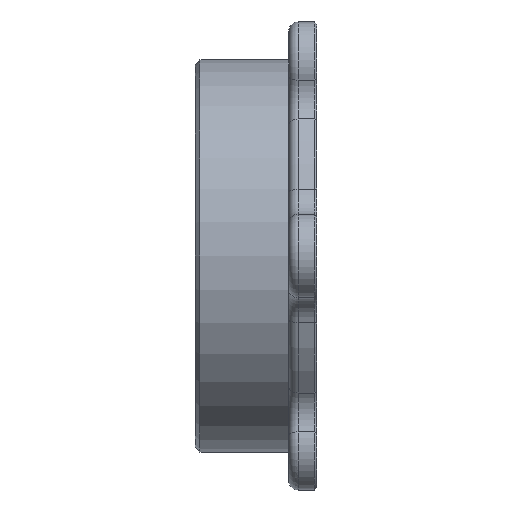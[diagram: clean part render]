
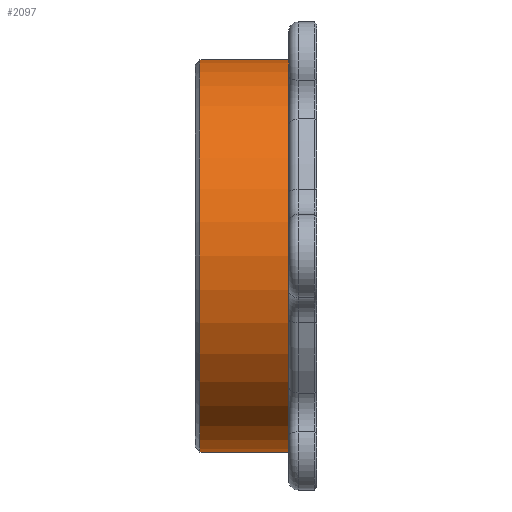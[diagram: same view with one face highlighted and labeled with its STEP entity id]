
A CAD part, left-side view. The second image highlights one B-rep face of the part: STEP entity #2097.
In plain terms, the highlighted cylindrical face has radius 42 mm (diameter 84 mm), a partial arc.
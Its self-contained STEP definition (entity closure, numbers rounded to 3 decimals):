
#65 = CARTESIAN_POINT ( 'NONE',  ( 0., 26., 0. ) ) ;
#88 = AXIS2_PLACEMENT_3D ( 'NONE', #2220, #3618, #771 ) ;
#140 = CARTESIAN_POINT ( 'NONE',  ( 0., 25., -42. ) ) ;
#223 = EDGE_LOOP ( 'NONE', ( #2926, #1578, #858, #1035 ) ) ;
#314 = DIRECTION ( 'NONE',  ( 0., -1., 0. ) ) ;
#372 = LINE ( 'NONE', #1233, #1641 ) ;
#446 = DIRECTION ( 'NONE',  ( 0., -1., 0. ) ) ;
#598 = DIRECTION ( 'NONE',  ( 0., -1., 0. ) ) ;
#601 = EDGE_CURVE ( 'NONE', #2745, #1223, #372, .T. ) ;
#718 = EDGE_CURVE ( 'NONE', #1166, #1399, #1057, .T. ) ;
#771 = DIRECTION ( 'NONE',  ( 0., 0., 1. ) ) ;
#784 = EDGE_CURVE ( 'NONE', #1399, #1223, #3109, .T. ) ;
#858 = ORIENTED_EDGE ( 'NONE', *, *, #718, .T. ) ;
#876 = AXIS2_PLACEMENT_3D ( 'NONE', #1170, #2333, #3239 ) ;
#997 = CARTESIAN_POINT ( 'NONE',  ( 0., 25., 42. ) ) ;
#1035 = ORIENTED_EDGE ( 'NONE', *, *, #784, .T. ) ;
#1056 = CIRCLE ( 'NONE', #876, 42. ) ;
#1057 = LINE ( 'NONE', #1576, #3050 ) ;
#1088 = EDGE_CURVE ( 'NONE', #2745, #1166, #1056, .T. ) ;
#1166 = VERTEX_POINT ( 'NONE', #140 ) ;
#1170 = CARTESIAN_POINT ( 'NONE',  ( 0., 25., 0. ) ) ;
#1189 = AXIS2_PLACEMENT_3D ( 'NONE', #65, #314, #3546 ) ;
#1223 = VERTEX_POINT ( 'NONE', #1554 ) ;
#1233 = CARTESIAN_POINT ( 'NONE',  ( 0., 26., 42. ) ) ;
#1399 = VERTEX_POINT ( 'NONE', #2941 ) ;
#1517 = FACE_OUTER_BOUND ( 'NONE', #223, .T. ) ;
#1554 = CARTESIAN_POINT ( 'NONE',  ( 0., 6., 42. ) ) ;
#1576 = CARTESIAN_POINT ( 'NONE',  ( 0., 26., -42. ) ) ;
#1578 = ORIENTED_EDGE ( 'NONE', *, *, #1088, .T. ) ;
#1641 = VECTOR ( 'NONE', #598, 1000. ) ;
#2097 = ADVANCED_FACE ( 'NONE', ( #1517 ), #2666, .T. ) ;
#2220 = CARTESIAN_POINT ( 'NONE',  ( 0., 6., 0. ) ) ;
#2333 = DIRECTION ( 'NONE',  ( 0., -1., 0. ) ) ;
#2666 = CYLINDRICAL_SURFACE ( 'NONE', #1189, 42. ) ;
#2745 = VERTEX_POINT ( 'NONE', #997 ) ;
#2926 = ORIENTED_EDGE ( 'NONE', *, *, #601, .F. ) ;
#2941 = CARTESIAN_POINT ( 'NONE',  ( 0., 6., -42. ) ) ;
#3050 = VECTOR ( 'NONE', #446, 1000. ) ;
#3109 = CIRCLE ( 'NONE', #88, 42. ) ;
#3239 = DIRECTION ( 'NONE',  ( 0., 0., 1. ) ) ;
#3546 = DIRECTION ( 'NONE',  ( 0., 0., -1. ) ) ;
#3618 = DIRECTION ( 'NONE',  ( 0., 1., 0. ) ) ;
